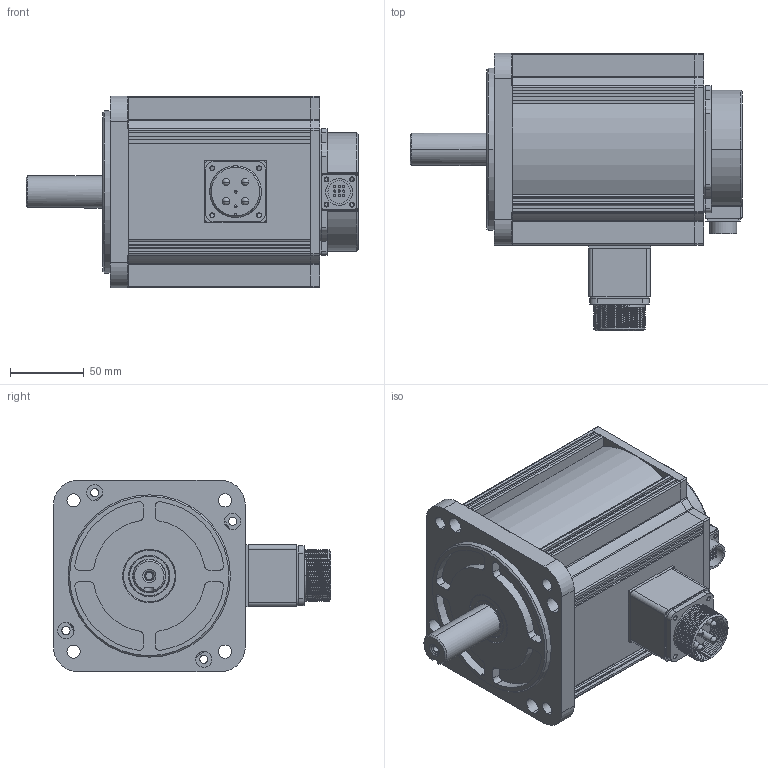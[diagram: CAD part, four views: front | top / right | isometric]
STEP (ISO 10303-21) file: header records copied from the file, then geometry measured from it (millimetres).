
FILE_DESCRIPTION (( 'STEP AP203' ), '1' );
FILE_NAME ('MF3S-130-515棠晤惕掅蚾饜极.STEP', '2021-09-17T07:00:42', ( '' ), ( '' ), 'SwSTEP 2.0', 'SolidWorks 2016', '' );
FILE_SCHEMA (( 'CONFIG_CONTROL_DESIGN' ));
Length unit declared in the file: millimetre
Products named in the file (1): MF3S-130-515棠晤惕掅蚾饜极
Bounding box: 225 x 187.9 x 130 mm (x, y, z)
Surface area: 174055.9 mm2 (no closed solid volume)
Topology: 0 solids, 21 shells, 525 faces, 1608 edges, 1097 vertices
Faces by surface type: cylinder 264, plane 208, bspline 16, cone 14, sphere 12, torus 11
Entity records: 24199 total; most frequent: CARTESIAN_POINT 10095, DIRECTION 3025, ORIENTED_EDGE 2634, EDGE_CURVE 1584, AXIS2_PLACEMENT_3D 1106, VERTEX_POINT 1085, VECTOR 813, LINE 813
